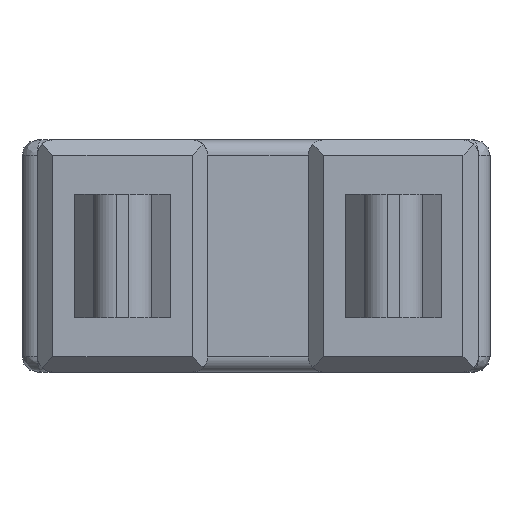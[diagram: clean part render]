
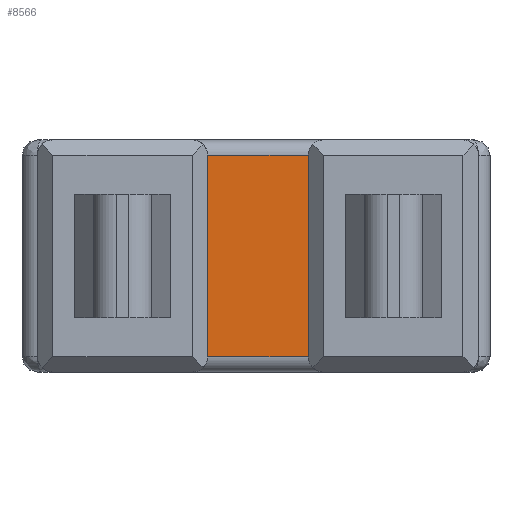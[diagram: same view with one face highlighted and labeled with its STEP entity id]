
A CAD part, front view. The second image highlights one B-rep face of the part: STEP entity #8566.
In plain terms, the highlighted planar face has unit normal (0, -1, 0).
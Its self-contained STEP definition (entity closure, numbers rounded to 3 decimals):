
#1049=DIRECTION('',(0.,0.,-1.));
#1050=VECTOR('',#1049,2.6);
#1051=CARTESIAN_POINT('',(1.1,-5.2,1.3));
#1052=LINE('',#1051,#1050);
#1053=DIRECTION('',(0.,0.,-1.));
#1054=VECTOR('',#1053,2.6);
#1055=CARTESIAN_POINT('',(2.4,-5.2,1.3));
#1056=LINE('',#1055,#1054);
#1057=DIRECTION('',(-1.,0.,0.));
#1058=VECTOR('',#1057,1.3);
#1059=CARTESIAN_POINT('',(2.4,-5.2,1.3));
#1060=LINE('',#1059,#1058);
#2689=CARTESIAN_POINT('',(1.1,-5.2,-1.3));
#2712=DIRECTION('',(1.,0.,0.));
#2713=VECTOR('',#2712,1.3);
#2714=CARTESIAN_POINT('',(1.1,-5.2,-1.3));
#2715=LINE('',#2714,#2713);
#2716=CARTESIAN_POINT('',(2.4,-5.2,-1.3));
#6097=VERTEX_POINT('',#2716);
#6100=VERTEX_POINT('',#2689);
#7547=CARTESIAN_POINT('',(2.4,-5.2,1.3));
#7548=VERTEX_POINT('',#7547);
#7549=CARTESIAN_POINT('',(1.1,-5.2,1.3));
#7550=VERTEX_POINT('',#7549);
#8552=CARTESIAN_POINT('',(2.4,-5.2,-2.5));
#8553=DIRECTION('',(0.,1.,0.));
#8554=DIRECTION('',(-1.,0.,0.));
#8555=AXIS2_PLACEMENT_3D('',#8552,#8553,#8554);
#8556=PLANE('',#8555);
#8558=ORIENTED_EDGE('',*,*,#8557,.F.);
#8560=ORIENTED_EDGE('',*,*,#8559,.T.);
#8562=ORIENTED_EDGE('',*,*,#8561,.F.);
#8563=ORIENTED_EDGE('',*,*,#8544,.F.);
#8564=EDGE_LOOP('',(#8558,#8560,#8562,#8563));
#8565=FACE_OUTER_BOUND('',#8564,.F.);
#8566=ADVANCED_FACE('',(#8565),#8556,.F.);
#8544=EDGE_CURVE('',#7550,#6100,#1052,.T.);
#8557=EDGE_CURVE('',#7548,#7550,#1060,.T.);
#8559=EDGE_CURVE('',#7548,#6097,#1056,.T.);
#8561=EDGE_CURVE('',#6100,#6097,#2715,.T.);
